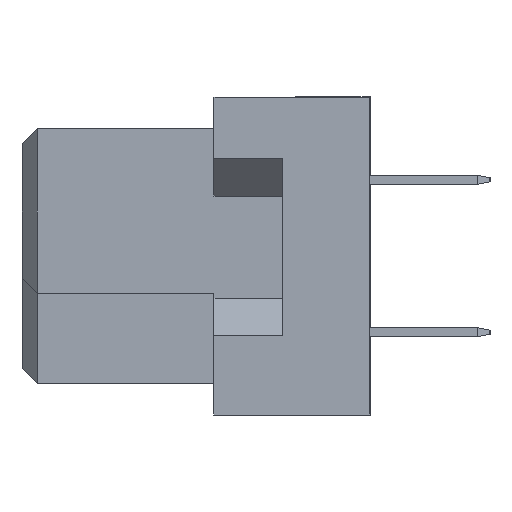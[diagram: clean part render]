
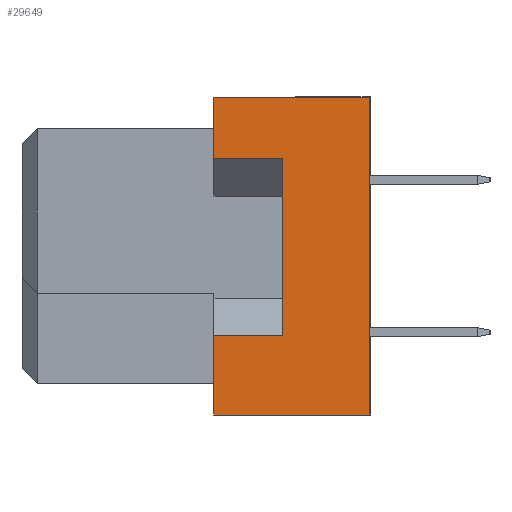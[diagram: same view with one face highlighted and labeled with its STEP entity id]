
A CAD part, left-side view. The second image highlights one B-rep face of the part: STEP entity #29649.
In plain terms, the highlighted planar face has unit normal (-1, 0, 0).
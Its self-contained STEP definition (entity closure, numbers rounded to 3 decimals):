
#574 = LINE ( 'NONE', #16487, #31335 ) ;
#872 = EDGE_LOOP ( 'NONE', ( #39528, #39166, #26014, #27317, #38393, #27027, #8279, #13371 ) ) ;
#892 = VECTOR ( 'NONE', #32981, 1000. ) ;
#995 = CARTESIAN_POINT ( 'NONE',  ( -47.5, -8.7, -2.65 ) ) ;
#2471 = VERTEX_POINT ( 'NONE', #21983 ) ;
#2638 = CARTESIAN_POINT ( 'NONE',  ( -47.5, -6.4, -5.3 ) ) ;
#4023 = LINE ( 'NONE', #995, #15385 ) ;
#4033 = CARTESIAN_POINT ( 'NONE',  ( -47.5, -8.7, 3.25 ) ) ;
#4110 = CARTESIAN_POINT ( 'NONE',  ( -47.5, -6.4, -5.3 ) ) ;
#4570 = VECTOR ( 'NONE', #37821, 1000. ) ;
#4882 = CARTESIAN_POINT ( 'NONE',  ( -47.5, -11.6, 5.3 ) ) ;
#7702 = DIRECTION ( 'NONE',  ( 0., 0., 1. ) ) ;
#8279 = ORIENTED_EDGE ( 'NONE', *, *, #24262, .F. ) ;
#10933 = DIRECTION ( 'NONE',  ( -1., 0., 0. ) ) ;
#11052 = VECTOR ( 'NONE', #22096, 1000. ) ;
#11114 = VERTEX_POINT ( 'NONE', #33272 ) ;
#11404 = VERTEX_POINT ( 'NONE', #2638 ) ;
#11827 = EDGE_CURVE ( 'NONE', #26264, #34333, #17908, .T. ) ;
#12065 = VECTOR ( 'NONE', #36838, 1000. ) ;
#12663 = CARTESIAN_POINT ( 'NONE',  ( -47.5, -6.4, -5.3 ) ) ;
#13371 = ORIENTED_EDGE ( 'NONE', *, *, #11827, .F. ) ;
#14746 = PLANE ( 'NONE',  #33543 ) ;
#15385 = VECTOR ( 'NONE', #25549, 1000. ) ;
#16288 = DIRECTION ( 'NONE',  ( 0., 1., 0. ) ) ;
#16403 = DIRECTION ( 'NONE',  ( 0., 0., 1. ) ) ;
#16487 = CARTESIAN_POINT ( 'NONE',  ( -47.5, -11.6, 5.3 ) ) ;
#17000 = CARTESIAN_POINT ( 'NONE',  ( -47.5, -8.7, 3.25 ) ) ;
#17311 = EDGE_CURVE ( 'NONE', #39376, #11404, #36447, .T. ) ;
#17908 = LINE ( 'NONE', #20918, #892 ) ;
#20918 = CARTESIAN_POINT ( 'NONE',  ( -47.5, -8.7, -2.65 ) ) ;
#20936 = VERTEX_POINT ( 'NONE', #29439 ) ;
#21853 = EDGE_CURVE ( 'NONE', #26264, #38078, #4023, .T. ) ;
#21900 = VECTOR ( 'NONE', #25984, 1000. ) ;
#21983 = CARTESIAN_POINT ( 'NONE',  ( -47.5, -6.4, 5.3 ) ) ;
#22096 = DIRECTION ( 'NONE',  ( 0., 0., 1. ) ) ;
#24262 = EDGE_CURVE ( 'NONE', #34333, #20936, #31213, .T. ) ;
#24593 = CARTESIAN_POINT ( 'NONE',  ( -47.5, -11.6, -5.3 ) ) ;
#25549 = DIRECTION ( 'NONE',  ( 0., 1., 0. ) ) ;
#25599 = EDGE_CURVE ( 'NONE', #39376, #11114, #35830, .T. ) ;
#25984 = DIRECTION ( 'NONE',  ( 0., 0., 1. ) ) ;
#26014 = ORIENTED_EDGE ( 'NONE', *, *, #17311, .F. ) ;
#26264 = VERTEX_POINT ( 'NONE', #30007 ) ;
#26927 = CARTESIAN_POINT ( 'NONE',  ( -47.5, -11.6, -5.3 ) ) ;
#27027 = ORIENTED_EDGE ( 'NONE', *, *, #29049, .F. ) ;
#27317 = ORIENTED_EDGE ( 'NONE', *, *, #25599, .T. ) ;
#27764 = VECTOR ( 'NONE', #16403, 1000. ) ;
#29004 = CARTESIAN_POINT ( 'NONE',  ( -47.5, -11.6, 5.3 ) ) ;
#29049 = EDGE_CURVE ( 'NONE', #20936, #2471, #31544, .T. ) ;
#29428 = EDGE_CURVE ( 'NONE', #11404, #38078, #37110, .T. ) ;
#29439 = CARTESIAN_POINT ( 'NONE',  ( -47.5, -6.4, 3.25 ) ) ;
#29649 = ADVANCED_FACE ( 'NONE', ( #35254 ), #14746, .T. ) ;
#30007 = CARTESIAN_POINT ( 'NONE',  ( -47.5, -8.7, -2.65 ) ) ;
#31213 = LINE ( 'NONE', #4033, #4570 ) ;
#31335 = VECTOR ( 'NONE', #16288, 1000. ) ;
#31544 = LINE ( 'NONE', #12663, #11052 ) ;
#32981 = DIRECTION ( 'NONE',  ( 0., 0., 1. ) ) ;
#33272 = CARTESIAN_POINT ( 'NONE',  ( -47.5, -11.6, 5.3 ) ) ;
#33543 = AXIS2_PLACEMENT_3D ( 'NONE', #4882, #10933, #7702 ) ;
#34333 = VERTEX_POINT ( 'NONE', #17000 ) ;
#34973 = CARTESIAN_POINT ( 'NONE',  ( -47.5, -6.4, -2.65 ) ) ;
#35254 = FACE_OUTER_BOUND ( 'NONE', #872, .T. ) ;
#35830 = LINE ( 'NONE', #29004, #21900 ) ;
#36447 = LINE ( 'NONE', #24593, #12065 ) ;
#36838 = DIRECTION ( 'NONE',  ( 0., 1., 0. ) ) ;
#37110 = LINE ( 'NONE', #4110, #27764 ) ;
#37821 = DIRECTION ( 'NONE',  ( 0., 1., 0. ) ) ;
#38073 = EDGE_CURVE ( 'NONE', #11114, #2471, #574, .T. ) ;
#38078 = VERTEX_POINT ( 'NONE', #34973 ) ;
#38393 = ORIENTED_EDGE ( 'NONE', *, *, #38073, .T. ) ;
#39166 = ORIENTED_EDGE ( 'NONE', *, *, #29428, .F. ) ;
#39376 = VERTEX_POINT ( 'NONE', #26927 ) ;
#39528 = ORIENTED_EDGE ( 'NONE', *, *, #21853, .T. ) ;
